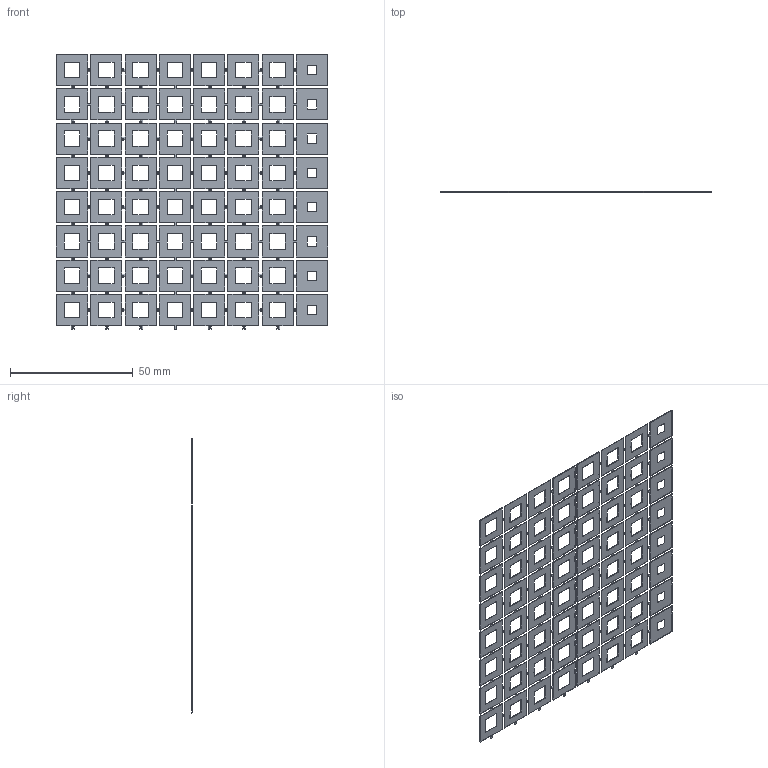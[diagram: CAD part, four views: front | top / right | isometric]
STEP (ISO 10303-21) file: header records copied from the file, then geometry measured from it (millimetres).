
FILE_DESCRIPTION(/* description */ (''),/* implementation_level */ '2;1');
FILE_NAME(/* name */ 'Under Case Button Booster.stp',/* time_stamp */ '2016-10-11T14:48:33-07:00',/* author */ ('Samuel Clay'),/* organization */ (''),/* preprocessor_version */ 'ST-DEVELOPER v16.1',/* originating_system */ 'Autodesk Inventor 2016',/* authorisation */ '');
FILE_SCHEMA (('AUTOMOTIVE_DESIGN { 1 0 10303 214 3 1 1 }'));
Length unit declared in the file: inch
Products named in the file (1): Under Case Button Booster
Bounding box: 110.49 x 0.25 x 112.06 mm (x, y, z)
Volume: 1918.3 mm3; surface area: 17360.4 mm2
Topology: 1 solids, 1 shells, 994 faces, 2968 edges, 2000 vertices
Faces by surface type: plane 994
Entity records: 33107 total; most frequent: CARTESIAN_POINT 5963, ORIENTED_EDGE 5888, DIRECTION 4958, LINE 2968, VECTOR 2968, EDGE_CURVE 2944, VERTEX_POINT 1952, EDGE_LOOP 1206
